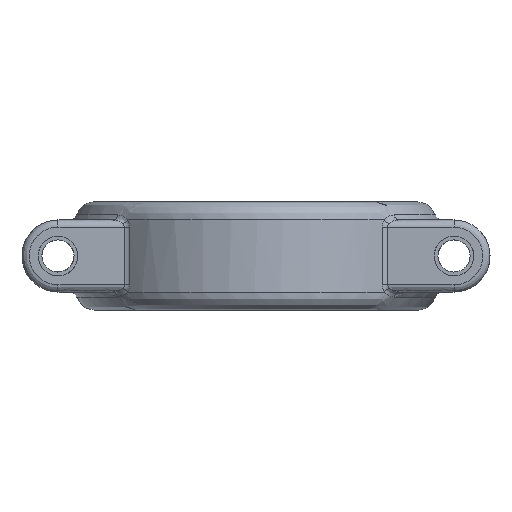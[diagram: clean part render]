
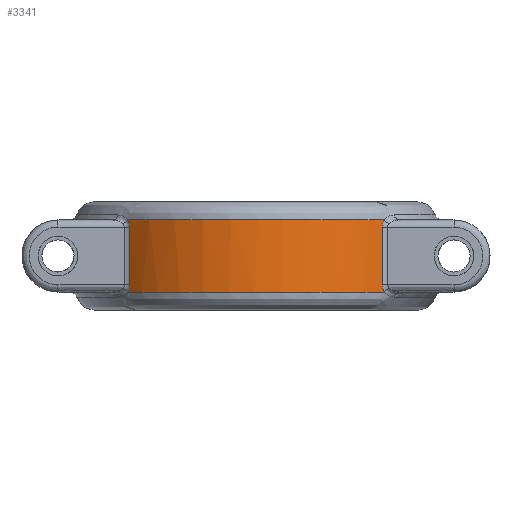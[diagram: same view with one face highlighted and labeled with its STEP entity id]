
A CAD part, front view. The second image highlights one B-rep face of the part: STEP entity #3341.
In plain terms, the highlighted free-form (B-spline) face has degree [2, 1] with [3, 2] control points.
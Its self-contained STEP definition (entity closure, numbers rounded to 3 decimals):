
#1757 = VERTEX_POINT('',#1758);
#1758 = CARTESIAN_POINT('',(-51.901,-52.557,
    -11.818));
#1776 = VERTEX_POINT('',#1777);
#1777 = CARTESIAN_POINT('',(-52.66,-51.796,
    -14.773));
#1783 = EDGE_CURVE('',#1776,#1757,#1784,.T.);
#1784 = B_SPLINE_CURVE_WITH_KNOTS('',3,(#1785,#1786,#1787,#1788),
  .UNSPECIFIED.,.F.,.F.,(4,4),(0.,0.218),
  .PIECEWISE_BEZIER_KNOTS.);
#1785 = CARTESIAN_POINT('',(-52.66,-51.796,
    -14.773));
#1786 = CARTESIAN_POINT('',(-52.205,-52.259,
    -13.938));
#1787 = CARTESIAN_POINT('',(-51.901,-52.557,
    -12.892));
#1788 = CARTESIAN_POINT('',(-51.901,-52.557,
    -11.818));
#1810 = EDGE_CURVE('',#1757,#1811,#1813,.T.);
#1811 = VERTEX_POINT('',#1812);
#1812 = CARTESIAN_POINT('',(-51.901,-52.557,
    11.818));
#1813 = B_SPLINE_CURVE_WITH_KNOTS('',1,(#1814,#1815),.UNSPECIFIED.,.F.,
  .F.,(2,2),(-8.,8.),.PIECEWISE_BEZIER_KNOTS.);
#1814 = CARTESIAN_POINT('',(-51.901,-52.557,
    -11.818));
#1815 = CARTESIAN_POINT('',(-51.901,-52.557,
    11.818));
#1842 = VERTEX_POINT('',#1843);
#1843 = CARTESIAN_POINT('',(-52.66,-51.796,
    14.773));
#1859 = EDGE_CURVE('',#1811,#1842,#1860,.T.);
#1860 = B_SPLINE_CURVE_WITH_KNOTS('',3,(#1861,#1862,#1863,#1864),
  .UNSPECIFIED.,.F.,.F.,(4,4),(0.,0.218),
  .PIECEWISE_BEZIER_KNOTS.);
#1861 = CARTESIAN_POINT('',(-51.901,-52.557,
    11.818));
#1862 = CARTESIAN_POINT('',(-51.901,-52.557,
    12.892));
#1863 = CARTESIAN_POINT('',(-52.205,-52.259,
    13.938));
#1864 = CARTESIAN_POINT('',(-52.66,-51.796,
    14.773));
#2286 = VERTEX_POINT('',#2287);
#2287 = CARTESIAN_POINT('',(52.66,-51.796,
    -14.773));
#2295 = EDGE_CURVE('',#2286,#1776,#2296,.T.);
#2296 = ( BOUNDED_CURVE() B_SPLINE_CURVE(2,(#2297,#2298,#2299),
.UNSPECIFIED.,.F.,.F.) B_SPLINE_CURVE_WITH_KNOTS((3,3),(3.919,
5.506),.PIECEWISE_BEZIER_KNOTS.) CURVE() 
GEOMETRIC_REPRESENTATION_ITEM() RATIONAL_B_SPLINE_CURVE((1.,
0.701,1.)) REPRESENTATION_ITEM('') );
#2297 = CARTESIAN_POINT('',(52.66,-51.796,
    -14.773));
#2298 = CARTESIAN_POINT('',(0.,-105.335,
    -14.773));
#2299 = CARTESIAN_POINT('',(-52.66,-51.796,
    -14.773));
#2444 = EDGE_CURVE('',#1842,#2445,#2447,.T.);
#2445 = VERTEX_POINT('',#2446);
#2446 = CARTESIAN_POINT('',(52.66,-51.796,
    14.773));
#2447 = ( BOUNDED_CURVE() B_SPLINE_CURVE(2,(#2448,#2449,#2450),
.UNSPECIFIED.,.F.,.F.) B_SPLINE_CURVE_WITH_KNOTS((3,3),(0.777,
2.364),.PIECEWISE_BEZIER_KNOTS.) CURVE() 
GEOMETRIC_REPRESENTATION_ITEM() RATIONAL_B_SPLINE_CURVE((1.,
0.701,1.)) REPRESENTATION_ITEM('') );
#2448 = CARTESIAN_POINT('',(-52.66,-51.796,
    14.773));
#2449 = CARTESIAN_POINT('',(0.,-105.335,
    14.773));
#2450 = CARTESIAN_POINT('',(52.66,-51.796,
    14.773));
#2734 = VERTEX_POINT('',#2735);
#2735 = CARTESIAN_POINT('',(51.901,-52.557,
    11.818));
#2758 = EDGE_CURVE('',#2445,#2734,#2759,.T.);
#2759 = B_SPLINE_CURVE_WITH_KNOTS('',3,(#2760,#2761,#2762,#2763),
  .UNSPECIFIED.,.F.,.F.,(4,4),(0.,0.218),
  .PIECEWISE_BEZIER_KNOTS.);
#2760 = CARTESIAN_POINT('',(52.66,-51.796,
    14.773));
#2761 = CARTESIAN_POINT('',(52.205,-52.259,
    13.938));
#2762 = CARTESIAN_POINT('',(51.901,-52.557,
    12.892));
#2763 = CARTESIAN_POINT('',(51.901,-52.557,
    11.818));
#2785 = EDGE_CURVE('',#2734,#2786,#2788,.T.);
#2786 = VERTEX_POINT('',#2787);
#2787 = CARTESIAN_POINT('',(51.901,-52.557,
    -11.818));
#2788 = B_SPLINE_CURVE_WITH_KNOTS('',1,(#2789,#2790),.UNSPECIFIED.,.F.,
  .F.,(2,2),(-8.,8.),.PIECEWISE_BEZIER_KNOTS.);
#2789 = CARTESIAN_POINT('',(51.901,-52.557,
    11.818));
#2790 = CARTESIAN_POINT('',(51.901,-52.557,
    -11.818));
#2832 = EDGE_CURVE('',#2786,#2286,#2833,.T.);
#2833 = B_SPLINE_CURVE_WITH_KNOTS('',3,(#2834,#2835,#2836,#2837),
  .UNSPECIFIED.,.F.,.F.,(4,4),(0.,0.218),
  .PIECEWISE_BEZIER_KNOTS.);
#2834 = CARTESIAN_POINT('',(51.901,-52.557,
    -11.818));
#2835 = CARTESIAN_POINT('',(51.901,-52.557,
    -12.892));
#2836 = CARTESIAN_POINT('',(52.205,-52.259,
    -13.938));
#2837 = CARTESIAN_POINT('',(52.66,-51.796,
    -14.773));
#3341 = ADVANCED_FACE('',(#3342),#3352,.T.);
#3342 = FACE_BOUND('',#3343,.T.);
#3343 = EDGE_LOOP('',(#3344,#3345,#3346,#3347,#3348,#3349,#3350,#3351));
#3344 = ORIENTED_EDGE('',*,*,#1783,.F.);
#3345 = ORIENTED_EDGE('',*,*,#2295,.F.);
#3346 = ORIENTED_EDGE('',*,*,#2832,.F.);
#3347 = ORIENTED_EDGE('',*,*,#2785,.F.);
#3348 = ORIENTED_EDGE('',*,*,#2758,.F.);
#3349 = ORIENTED_EDGE('',*,*,#2444,.F.);
#3350 = ORIENTED_EDGE('',*,*,#1859,.F.);
#3351 = ORIENTED_EDGE('',*,*,#1810,.F.);
#3352 = ( BOUNDED_SURFACE() B_SPLINE_SURFACE(2,1,(
    (#3353,#3354)
    ,(#3355,#3356)
    ,(#3357,#3358
)),.UNSPECIFIED.,.F.,.F.,.F.) B_SPLINE_SURFACE_WITH_KNOTS((3,3),(2,2),(
    3.919,5.506),(-10.,10.),.PIECEWISE_BEZIER_KNOTS.) 
GEOMETRIC_REPRESENTATION_ITEM() RATIONAL_B_SPLINE_SURFACE((
    (1.,1.)
    ,(0.701,0.701)
,(1.,1.))) REPRESENTATION_ITEM('') SURFACE() );
#3353 = CARTESIAN_POINT('',(-52.66,-51.796,
    -14.773));
#3354 = CARTESIAN_POINT('',(-52.66,-51.796,
    14.773));
#3355 = CARTESIAN_POINT('',(0.,-105.335,
    -14.773));
#3356 = CARTESIAN_POINT('',(0.,-105.335,
    14.773));
#3357 = CARTESIAN_POINT('',(52.66,-51.796,
    -14.773));
#3358 = CARTESIAN_POINT('',(52.66,-51.796,
    14.773));
